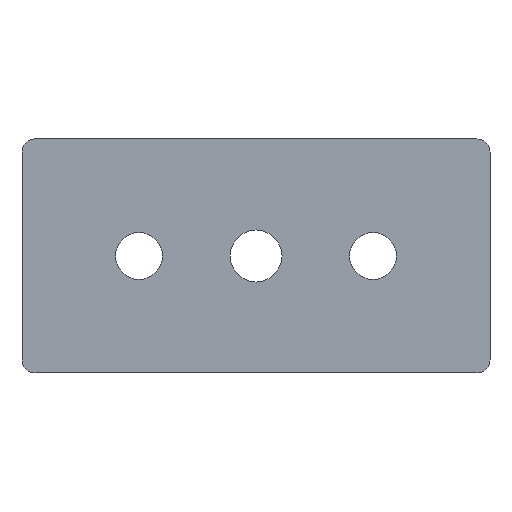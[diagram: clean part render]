
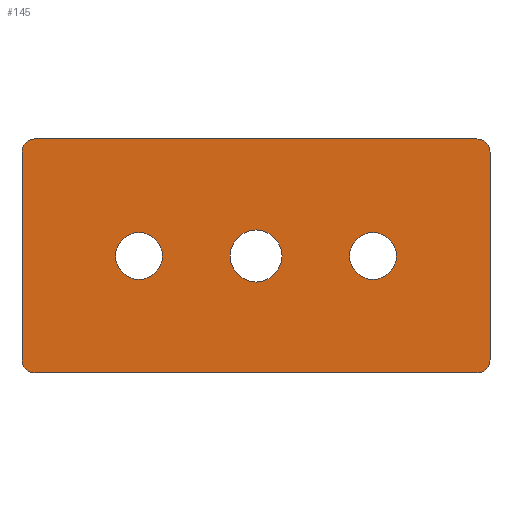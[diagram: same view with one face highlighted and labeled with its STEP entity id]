
A CAD part, front view. The second image highlights one B-rep face of the part: STEP entity #145.
In plain terms, the highlighted planar face has unit normal (0, -1, 0).
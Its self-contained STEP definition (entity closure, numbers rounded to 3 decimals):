
#1 = VERTEX_POINT ( 'NONE', #253 ) ;
#3 = VERTEX_POINT ( 'NONE', #249 ) ;
#19 = VERTEX_POINT ( 'NONE', #283 ) ;
#21 = VERTEX_POINT ( 'NONE', #274 ) ;
#50 = EDGE_CURVE ( 'NONE', #21, #19, #294, .T. ) ;
#58 = VERTEX_POINT ( 'NONE', #339 ) ;
#68 = EDGE_CURVE ( 'NONE', #141, #72, #330, .T. ) ;
#70 = EDGE_CURVE ( 'NONE', #127, #92, #347, .T. ) ;
#71 = EDGE_CURVE ( 'NONE', #163, #72, #373, .T. ) ;
#72 = VERTEX_POINT ( 'NONE', #378 ) ;
#84 = ORIENTED_EDGE ( 'NONE', *, *, #86, .F. ) ;
#85 = ORIENTED_EDGE ( 'NONE', *, *, #91, .T. ) ;
#86 = EDGE_CURVE ( 'NONE', #141, #166, #406, .T. ) ;
#87 = ORIENTED_EDGE ( 'NONE', *, *, #94, .T. ) ;
#88 = ORIENTED_EDGE ( 'NONE', *, *, #50, .T. ) ;
#89 = ORIENTED_EDGE ( 'NONE', *, *, #95, .T. ) ;
#91 = EDGE_CURVE ( 'NONE', #164, #166, #356, .T. ) ;
#92 = VERTEX_POINT ( 'NONE', #397 ) ;
#93 = EDGE_LOOP ( 'NONE', ( #88, #89 ) ) ;
#94 = EDGE_CURVE ( 'NONE', #127, #199, #398, .T. ) ;
#95 = EDGE_CURVE ( 'NONE', #19, #21, #408, .T. ) ;
#97 = ORIENTED_EDGE ( 'NONE', *, *, #98, .T. ) ;
#98 = EDGE_CURVE ( 'NONE', #163, #92, #392, .T. ) ;
#99 = ORIENTED_EDGE ( 'NONE', *, *, #70, .F. ) ;
#127 = VERTEX_POINT ( 'NONE', #417 ) ;
#128 = EDGE_LOOP ( 'NONE', ( #129, #203 ) ) ;
#129 = ORIENTED_EDGE ( 'NONE', *, *, #757, .F. ) ;
#131 = EDGE_LOOP ( 'NONE', ( #162, #133 ) ) ;
#133 = ORIENTED_EDGE ( 'NONE', *, *, #146, .F. ) ;
#138 = EDGE_CURVE ( 'NONE', #3, #1, #459, .T. ) ;
#139 = EDGE_LOOP ( 'NONE', ( #165, #85, #84, #202, #201, #97, #99, #87 ) ) ;
#141 = VERTEX_POINT ( 'NONE', #458 ) ;
#145 = ADVANCED_FACE ( 'NONE', ( #505, #504, #501, #498 ), #499, .T. ) ;
#146 = EDGE_CURVE ( 'NONE', #58, #225, #486, .T. ) ;
#162 = ORIENTED_EDGE ( 'NONE', *, *, #231, .F. ) ;
#163 = VERTEX_POINT ( 'NONE', #503 ) ;
#164 = VERTEX_POINT ( 'NONE', #488 ) ;
#165 = ORIENTED_EDGE ( 'NONE', *, *, #167, .F. ) ;
#166 = VERTEX_POINT ( 'NONE', #531 ) ;
#167 = EDGE_CURVE ( 'NONE', #164, #199, #514, .T. ) ;
#199 = VERTEX_POINT ( 'NONE', #543 ) ;
#201 = ORIENTED_EDGE ( 'NONE', *, *, #71, .F. ) ;
#202 = ORIENTED_EDGE ( 'NONE', *, *, #68, .T. ) ;
#203 = ORIENTED_EDGE ( 'NONE', *, *, #138, .F. ) ;
#225 = VERTEX_POINT ( 'NONE', #572 ) ;
#231 = EDGE_CURVE ( 'NONE', #225, #58, #615, .T. ) ;
#249 = CARTESIAN_POINT ( 'NONE',  ( 22.5, 0., -4.5 ) ) ;
#253 = CARTESIAN_POINT ( 'NONE',  ( 22.5, 0., 4.5 ) ) ;
#274 = CARTESIAN_POINT ( 'NONE',  ( 0., 0., -5. ) ) ;
#283 = CARTESIAN_POINT ( 'NONE',  ( 0., 0., 5. ) ) ;
#294 = CIRCLE ( 'NONE', #354, 5. ) ;
#301 = CARTESIAN_POINT ( 'NONE',  ( 0., 0., 0. ) ) ;
#330 = CIRCLE ( 'NONE', #382, 2.5 ) ;
#339 = CARTESIAN_POINT ( 'NONE',  ( -22.5, 0., -4.5 ) ) ;
#346 = DIRECTION ( 'NONE',  ( 0., 0., 1. ) ) ;
#347 = LINE ( 'NONE', #376, #375 ) ;
#348 = DIRECTION ( 'NONE',  ( 0., 1., 0. ) ) ;
#354 = AXIS2_PLACEMENT_3D ( 'NONE', #301, #348, #346 ) ;
#356 = CIRCLE ( 'NONE', #402, 2.5 ) ;
#370 = DIRECTION ( 'NONE',  ( 0., 0., -1. ) ) ;
#371 = VECTOR ( 'NONE', #370, 1000. ) ;
#372 = CARTESIAN_POINT ( 'NONE',  ( 45., 0., 22.5 ) ) ;
#373 = LINE ( 'NONE', #372, #371 ) ;
#374 = DIRECTION ( 'NONE',  ( 1., 0., 0. ) ) ;
#375 = VECTOR ( 'NONE', #374, 1000. ) ;
#376 = CARTESIAN_POINT ( 'NONE',  ( -45., 0., 22.5 ) ) ;
#378 = CARTESIAN_POINT ( 'NONE',  ( 45., 0., -20. ) ) ;
#379 = DIRECTION ( 'NONE',  ( 0., 0., -1. ) ) ;
#380 = DIRECTION ( 'NONE',  ( 0., -1., 0. ) ) ;
#381 = CARTESIAN_POINT ( 'NONE',  ( 42.5, 0., -20. ) ) ;
#382 = AXIS2_PLACEMENT_3D ( 'NONE', #381, #380, #379 ) ;
#383 = AXIS2_PLACEMENT_3D ( 'NONE', #388, #447, #446 ) ;
#384 = DIRECTION ( 'NONE',  ( 0., 0., 1. ) ) ;
#385 = DIRECTION ( 'NONE',  ( 0., 1., 0. ) ) ;
#386 = CARTESIAN_POINT ( 'NONE',  ( 0., 0., 0. ) ) ;
#387 = AXIS2_PLACEMENT_3D ( 'NONE', #386, #385, #384 ) ;
#388 = CARTESIAN_POINT ( 'NONE',  ( 42.5, 0., 20. ) ) ;
#390 = DIRECTION ( 'NONE',  ( 0., 0., -1. ) ) ;
#391 = DIRECTION ( 'NONE',  ( 0., -1., 0. ) ) ;
#392 = CIRCLE ( 'NONE', #383, 2.5 ) ;
#393 = DIRECTION ( 'NONE',  ( 0., 0., -1. ) ) ;
#394 = DIRECTION ( 'NONE',  ( 0., -1., 0. ) ) ;
#395 = CARTESIAN_POINT ( 'NONE',  ( -42.5, 0., -20. ) ) ;
#396 = CARTESIAN_POINT ( 'NONE',  ( -42.5, 0., 20. ) ) ;
#397 = CARTESIAN_POINT ( 'NONE',  ( 42.5, 0., 22.5 ) ) ;
#398 = CIRCLE ( 'NONE', #401, 2.5 ) ;
#401 = AXIS2_PLACEMENT_3D ( 'NONE', #396, #391, #390 ) ;
#402 = AXIS2_PLACEMENT_3D ( 'NONE', #395, #394, #393 ) ;
#403 = DIRECTION ( 'NONE',  ( -1., 0., 0. ) ) ;
#404 = VECTOR ( 'NONE', #403, 1000. ) ;
#405 = CARTESIAN_POINT ( 'NONE',  ( -45., 0., -22.5 ) ) ;
#406 = LINE ( 'NONE', #405, #404 ) ;
#408 = CIRCLE ( 'NONE', #387, 5. ) ;
#417 = CARTESIAN_POINT ( 'NONE',  ( -42.5, 0., 22.5 ) ) ;
#446 = DIRECTION ( 'NONE',  ( 0., 0., -1. ) ) ;
#447 = DIRECTION ( 'NONE',  ( 0., -1., 0. ) ) ;
#454 = DIRECTION ( 'NONE',  ( 0., 0., -1. ) ) ;
#455 = DIRECTION ( 'NONE',  ( 0., -1., 0. ) ) ;
#456 = CARTESIAN_POINT ( 'NONE',  ( 22.5, 0., 0. ) ) ;
#458 = CARTESIAN_POINT ( 'NONE',  ( 42.5, 0., -22.5 ) ) ;
#459 = CIRCLE ( 'NONE', #467, 4.5 ) ;
#467 = AXIS2_PLACEMENT_3D ( 'NONE', #456, #455, #454 ) ;
#484 = DIRECTION ( 'NONE',  ( 0., 0., -1. ) ) ;
#485 = AXIS2_PLACEMENT_3D ( 'NONE', #493, #500, #484 ) ;
#486 = CIRCLE ( 'NONE', #485, 4.5 ) ;
#488 = CARTESIAN_POINT ( 'NONE',  ( -45., 0., -20. ) ) ;
#489 = DIRECTION ( 'NONE',  ( 0., 0., -1. ) ) ;
#490 = DIRECTION ( 'NONE',  ( 0., -1., 0. ) ) ;
#491 = CARTESIAN_POINT ( 'NONE',  ( -45., 0., -22.5 ) ) ;
#492 = AXIS2_PLACEMENT_3D ( 'NONE', #491, #490, #489 ) ;
#493 = CARTESIAN_POINT ( 'NONE',  ( -22.5, 0., 0. ) ) ;
#498 = FACE_BOUND ( 'NONE', #93, .T. ) ;
#499 = PLANE ( 'NONE',  #492 ) ;
#500 = DIRECTION ( 'NONE',  ( 0., -1., 0. ) ) ;
#501 = FACE_OUTER_BOUND ( 'NONE', #139, .T. ) ;
#503 = CARTESIAN_POINT ( 'NONE',  ( 45., 0., 20. ) ) ;
#504 = FACE_BOUND ( 'NONE', #128, .T. ) ;
#505 = FACE_BOUND ( 'NONE', #131, .T. ) ;
#512 = DIRECTION ( 'NONE',  ( 0., 0., 1. ) ) ;
#513 = VECTOR ( 'NONE', #512, 1000. ) ;
#514 = LINE ( 'NONE', #519, #513 ) ;
#519 = CARTESIAN_POINT ( 'NONE',  ( -45., 0., 22.5 ) ) ;
#531 = CARTESIAN_POINT ( 'NONE',  ( -42.5, 0., -22.5 ) ) ;
#543 = CARTESIAN_POINT ( 'NONE',  ( -45., 0., 20. ) ) ;
#572 = CARTESIAN_POINT ( 'NONE',  ( -22.5, 0., 4.5 ) ) ;
#596 = DIRECTION ( 'NONE',  ( 0., 0., -1. ) ) ;
#597 = DIRECTION ( 'NONE',  ( 0., -1., 0. ) ) ;
#598 = CARTESIAN_POINT ( 'NONE',  ( -22.5, 0., 0. ) ) ;
#599 = AXIS2_PLACEMENT_3D ( 'NONE', #598, #597, #596 ) ;
#615 = CIRCLE ( 'NONE', #599, 4.5 ) ;
#630 = CARTESIAN_POINT ( 'NONE',  ( 22.5, 0., 0. ) ) ;
#665 = DIRECTION ( 'NONE',  ( 0., 0., -1. ) ) ;
#666 = DIRECTION ( 'NONE',  ( 0., -1., 0. ) ) ;
#667 = AXIS2_PLACEMENT_3D ( 'NONE', #630, #666, #665 ) ;
#668 = CIRCLE ( 'NONE', #667, 4.5 ) ;
#757 = EDGE_CURVE ( 'NONE', #1, #3, #668, .T. ) ;
